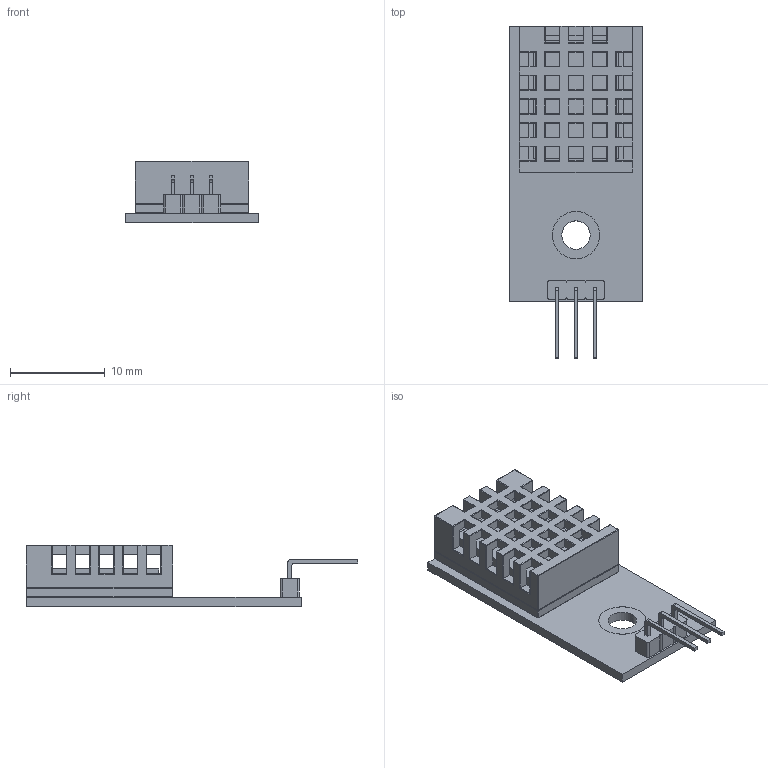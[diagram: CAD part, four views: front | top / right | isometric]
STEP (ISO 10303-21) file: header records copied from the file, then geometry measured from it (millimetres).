
FILE_DESCRIPTION (( 'STEP AP214' ), '1' );
FILE_NAME ('DHT11 module.STEP', '2018-01-09T04:15:33', ( '' ), ( '' ), 'SwSTEP 2.0', 'SolidWorks 2016', '' );
FILE_SCHEMA (( 'AUTOMOTIVE_DESIGN' ));
Length unit declared in the file: millimetre
Products named in the file (1): DHT11 module
Bounding box: 14 x 35.05 x 6.5 mm (x, y, z)
Volume: 1093.4 mm3; surface area: 1901.9 mm2
Topology: 2 solids, 2 shells, 409 faces, 1074 edges, 608 vertices
Faces by surface type: cylinder 197, plane 170, sphere 42
Entity records: 12697 total; most frequent: CARTESIAN_POINT 2386, ORIENTED_EDGE 2064, DIRECTION 1910, EDGE_CURVE 1032, VECTOR 750, LINE 750, VERTEX_POINT 608, AXIS2_PLACEMENT_3D 580
